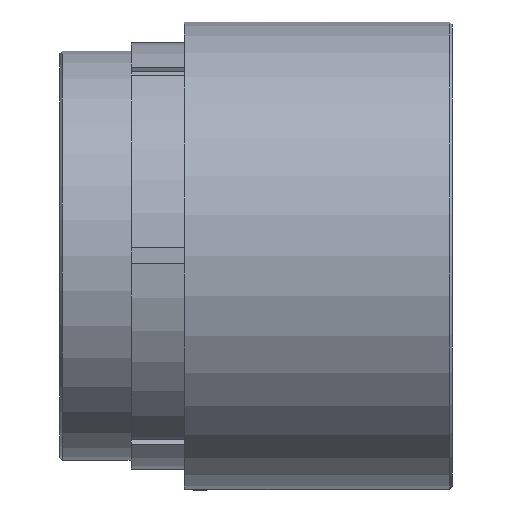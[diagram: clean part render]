
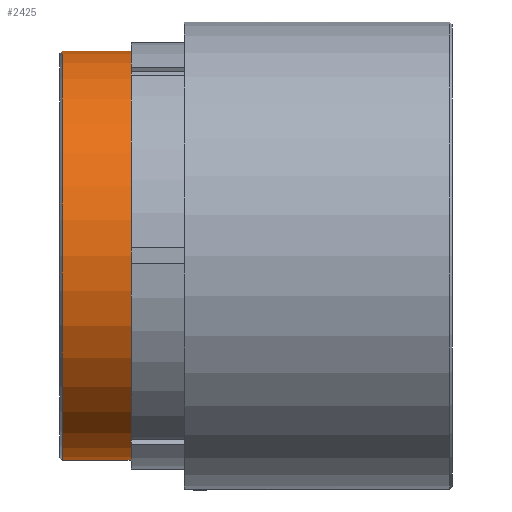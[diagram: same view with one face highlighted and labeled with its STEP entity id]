
A CAD part, left-side view. The second image highlights one B-rep face of the part: STEP entity #2425.
In plain terms, the highlighted cylindrical face has radius 60.922 mm (diameter 121.844 mm), a partial arc.
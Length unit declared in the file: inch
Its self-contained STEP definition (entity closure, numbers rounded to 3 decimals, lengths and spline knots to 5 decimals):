
#203 = AXIS2_PLACEMENT_3D ( 'NONE', #288, #3008, #5148 ) ;
#261 = CARTESIAN_POINT ( 'NONE',  ( 0., 4.57, -2.3985 ) ) ;
#288 = CARTESIAN_POINT ( 'NONE',  ( 0., 3.765, 0. ) ) ;
#413 = DIRECTION ( 'NONE',  ( 0., 1., 0. ) ) ;
#656 = CARTESIAN_POINT ( 'NONE',  ( 0., 4.57, 0. ) ) ;
#715 = CARTESIAN_POINT ( 'NONE',  ( 0., 3.765, 2.3985 ) ) ;
#829 = CARTESIAN_POINT ( 'NONE',  ( 0., 4.57, 2.3985 ) ) ;
#861 = EDGE_CURVE ( 'NONE', #2578, #1564, #2635, .T. ) ;
#1006 = ORIENTED_EDGE ( 'NONE', *, *, #861, .T. ) ;
#1410 = VERTEX_POINT ( 'NONE', #829 ) ;
#1519 = VECTOR ( 'NONE', #413, 39.37008 ) ;
#1542 = DIRECTION ( 'NONE',  ( 0., -1., 0. ) ) ;
#1564 = VERTEX_POINT ( 'NONE', #715 ) ;
#1630 = CARTESIAN_POINT ( 'NONE',  ( 0., 3.765, -2.3985 ) ) ;
#1661 = EDGE_CURVE ( 'NONE', #2578, #2292, #4848, .T. ) ;
#1739 = AXIS2_PLACEMENT_3D ( 'NONE', #5724, #5342, #2190 ) ;
#1791 = CYLINDRICAL_SURFACE ( 'NONE', #1739, 2.3985 ) ;
#1882 = ORIENTED_EDGE ( 'NONE', *, *, #1661, .F. ) ;
#1958 = AXIS2_PLACEMENT_3D ( 'NONE', #656, #1542, #4641 ) ;
#2190 = DIRECTION ( 'NONE',  ( 0., 0., 1. ) ) ;
#2204 = VECTOR ( 'NONE', #3436, 39.37008 ) ;
#2292 = VERTEX_POINT ( 'NONE', #261 ) ;
#2425 = ADVANCED_FACE ( 'NONE', ( #4865 ), #1791, .T. ) ;
#2578 = VERTEX_POINT ( 'NONE', #5117 ) ;
#2635 = CIRCLE ( 'NONE', #203, 2.3985 ) ;
#3008 = DIRECTION ( 'NONE',  ( 0., 1., 0. ) ) ;
#3436 = DIRECTION ( 'NONE',  ( 0., 1., 0. ) ) ;
#3623 = ORIENTED_EDGE ( 'NONE', *, *, #4583, .T. ) ;
#4168 = EDGE_CURVE ( 'NONE', #1410, #2292, #4200, .T. ) ;
#4200 = CIRCLE ( 'NONE', #1958, 2.3985 ) ;
#4319 = CARTESIAN_POINT ( 'NONE',  ( 0., 3.765, 2.3985 ) ) ;
#4583 = EDGE_CURVE ( 'NONE', #1564, #1410, #4832, .T. ) ;
#4641 = DIRECTION ( 'NONE',  ( 0., 0., 1. ) ) ;
#4832 = LINE ( 'NONE', #4319, #1519 ) ;
#4848 = LINE ( 'NONE', #1630, #2204 ) ;
#4865 = FACE_OUTER_BOUND ( 'NONE', #4902, .T. ) ;
#4902 = EDGE_LOOP ( 'NONE', ( #1882, #1006, #3623, #5367 ) ) ;
#5117 = CARTESIAN_POINT ( 'NONE',  ( 0., 3.765, -2.3985 ) ) ;
#5148 = DIRECTION ( 'NONE',  ( 0., 0., 1. ) ) ;
#5342 = DIRECTION ( 'NONE',  ( 0., 1., 0. ) ) ;
#5367 = ORIENTED_EDGE ( 'NONE', *, *, #4168, .T. ) ;
#5724 = CARTESIAN_POINT ( 'NONE',  ( 0., 3.765, 0. ) ) ;
